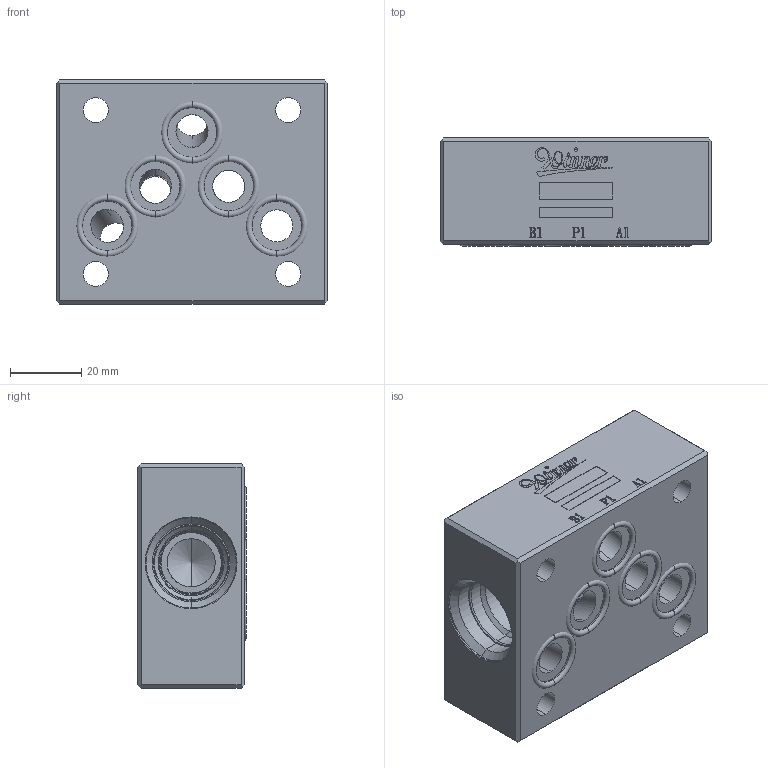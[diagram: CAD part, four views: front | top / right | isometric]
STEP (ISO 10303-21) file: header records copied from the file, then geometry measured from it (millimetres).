
FILE_DESCRIPTION (( 'STEP AP203' ), '1' );
FILE_NAME ('MH05BBB-N-13A2-Z04.STEP', '2025-01-10T01:19:34', ( 'user' ), ( '' ), 'SwSTEP 2.0', 'SolidWorks 2018', '' );
FILE_SCHEMA (( 'CONFIG_CONTROL_DESIGN' ));
Length unit declared in the file: millimetre
Products named in the file (3): 4KAA014AA001_13.90; MH05BBB-N-13A2-Z04; 6EC05060BBBXXA001
Assembly tree (6 placements, depth 2):
  MH05BBB-N-13A2-Z04
    4KAA014AA001_13.90  x5
    6EC05060BBBXXA001
Bounding box: 76.2 x 30.48 x 63 mm (x, y, z)
Volume: 116554.6 mm3; surface area: 26999.4 mm2
Topology: 6 solids, 6 shells, 465 faces, 1268 edges, 825 vertices
Faces by surface type: cylinder 204, plane 160, bspline 49, cone 30, torus 22
Entity records: 16763 total; most frequent: CARTESIAN_POINT 5008, ORIENTED_EDGE 2464, DIRECTION 2279, EDGE_CURVE 1232, VERTEX_POINT 809, AXIS2_PLACEMENT_3D 805, LINE 669, VECTOR 669
